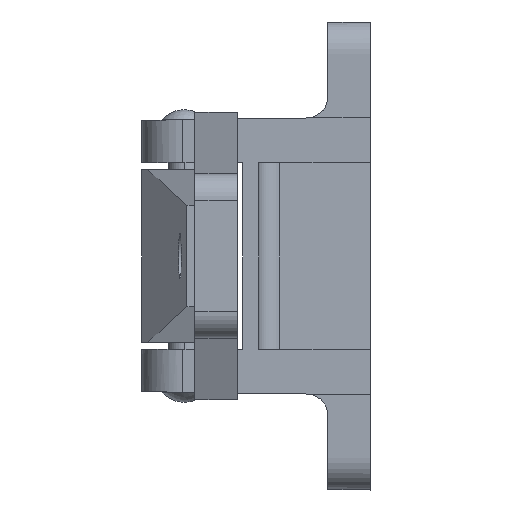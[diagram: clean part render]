
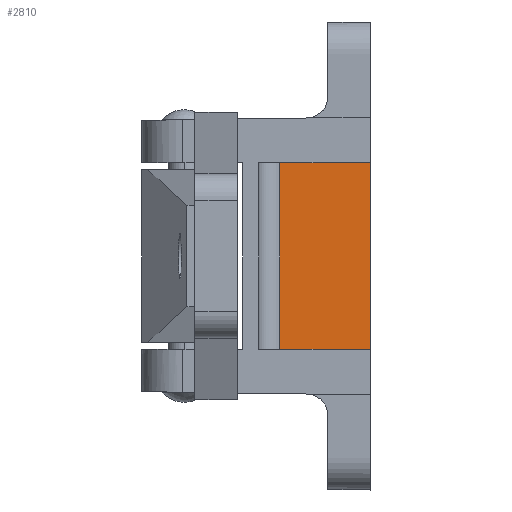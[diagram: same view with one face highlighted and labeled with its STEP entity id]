
A CAD part, left-side view. The second image highlights one B-rep face of the part: STEP entity #2810.
In plain terms, the highlighted planar face has unit normal (-1, 0, 0).
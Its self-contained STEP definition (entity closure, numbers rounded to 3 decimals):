
#215 = EDGE_CURVE ( 'NONE', #821, #1134, #3820, .T. ) ;
#219 = EDGE_CURVE ( 'NONE', #817, #1141, #3832, .T. ) ;
#242 = EDGE_CURVE ( 'NONE', #1141, #1134, #3902, .T. ) ;
#653 = LINE ( 'NONE', #654, #1886 ) ;
#654 = CARTESIAN_POINT ( 'NONE',  ( -2., -35., -17.5 ) ) ;
#655 = DIRECTION ( 'NONE',  ( 0., 0., 1. ) ) ;
#801 = ORIENTED_EDGE ( 'NONE', *, *, #215, .T. ) ;
#802 = ORIENTED_EDGE ( 'NONE', *, *, #2789, .T. ) ;
#804 = ORIENTED_EDGE ( 'NONE', *, *, #242, .F. ) ;
#805 = ORIENTED_EDGE ( 'NONE', *, *, #219, .F. ) ;
#817 = VERTEX_POINT ( 'NONE', #3296 ) ;
#821 = VERTEX_POINT ( 'NONE', #3315 ) ;
#1134 = VERTEX_POINT ( 'NONE', #2504 ) ;
#1141 = VERTEX_POINT ( 'NONE', #2511 ) ;
#1437 = EDGE_LOOP ( 'NONE', ( #801, #804, #805, #802 ) ) ;
#1886 = VECTOR ( 'NONE', #655, 1000. ) ;
#1935 = FACE_OUTER_BOUND ( 'NONE', #1437, .T. ) ;
#1936 = AXIS2_PLACEMENT_3D ( 'NONE', #3390, #3391, #3392 ) ;
#2109 = VECTOR ( 'NONE', #3834, 1000. ) ;
#2114 = VECTOR ( 'NONE', #3904, 1000. ) ;
#2117 = VECTOR ( 'NONE', #3822, 1000. ) ;
#2504 = CARTESIAN_POINT ( 'NONE',  ( -2., -18., 17.5 ) ) ;
#2511 = CARTESIAN_POINT ( 'NONE',  ( -2., -18., -17.5 ) ) ;
#2789 = EDGE_CURVE ( 'NONE', #817, #821, #653, .T. ) ;
#2810 = ADVANCED_FACE ( 'NONE', ( #1935 ), #3389, .F. ) ;
#3296 = CARTESIAN_POINT ( 'NONE',  ( -2., -35., -17.5 ) ) ;
#3315 = CARTESIAN_POINT ( 'NONE',  ( -2., -35., 17.5 ) ) ;
#3389 = PLANE ( 'NONE',  #1936 ) ;
#3390 = CARTESIAN_POINT ( 'NONE',  ( -2., -18., -17.5 ) ) ;
#3391 = DIRECTION ( 'NONE',  ( 1., 0., 0. ) ) ;
#3392 = DIRECTION ( 'NONE',  ( 0., 1., 0. ) ) ;
#3820 = LINE ( 'NONE', #3821, #2117 ) ;
#3821 = CARTESIAN_POINT ( 'NONE',  ( -2., -18., 17.5 ) ) ;
#3822 = DIRECTION ( 'NONE',  ( 0., 1., 0. ) ) ;
#3832 = LINE ( 'NONE', #3833, #2109 ) ;
#3833 = CARTESIAN_POINT ( 'NONE',  ( -2., -18., -17.5 ) ) ;
#3834 = DIRECTION ( 'NONE',  ( 0., 1., 0. ) ) ;
#3902 = LINE ( 'NONE', #3903, #2114 ) ;
#3903 = CARTESIAN_POINT ( 'NONE',  ( -2., -18., -17.5 ) ) ;
#3904 = DIRECTION ( 'NONE',  ( 0., 0., 1. ) ) ;
